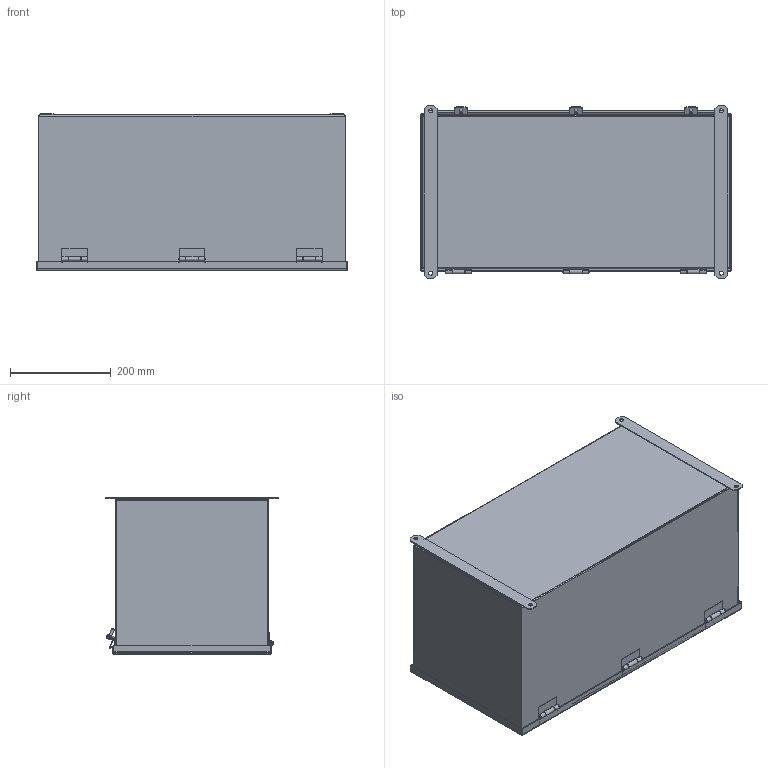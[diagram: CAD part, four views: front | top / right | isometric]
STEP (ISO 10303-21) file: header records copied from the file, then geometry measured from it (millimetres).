
FILE_DESCRIPTION (( 'STEP AP214' ), '1' );
FILE_NAME ('1486G24.STEP', '2023-06-21T15:18:57', ( '' ), ( '' ), 'SwSTEP 2.0', 'SolidWorks 2021', '' );
FILE_SCHEMA (( 'AUTOMOTIVE_DESIGN' ));
Length unit declared in the file: inch
Products named in the file (1): 1486G24
Bounding box: 619.12 x 342.9 x 311.58 mm (x, y, z)
Volume: 1971744.9 mm3; surface area: 2065527.7 mm2
Topology: 13 solids, 13 shells, 491 faces, 1276 edges, 822 vertices
Faces by surface type: plane 333, cylinder 129, cone 15, bspline 8, torus 6
Full cylindrical faces by diameter (mm): 4.572 x3, 5.41 x3, 6.248 x3, 7.937 x2, 7.938 x2, 12.192 x3
Entity records: 22087 total; most frequent: CARTESIAN_POINT 4193, ORIENTED_EDGE 2466, DIRECTION 2339, EDGE_CURVE 1233, VECTOR 881, LINE 881, VERTEX_POINT 810, AXIS2_PLACEMENT_3D 729
